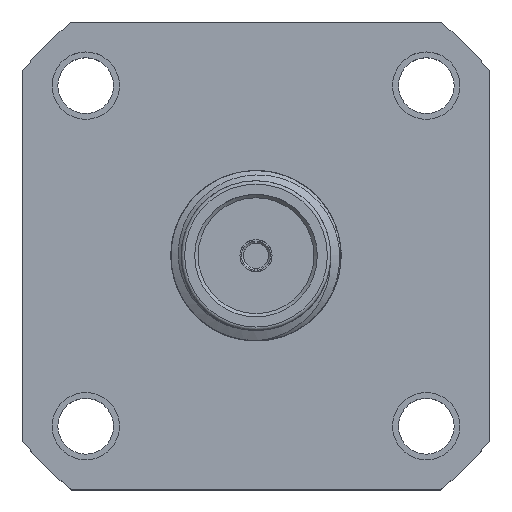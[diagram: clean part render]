
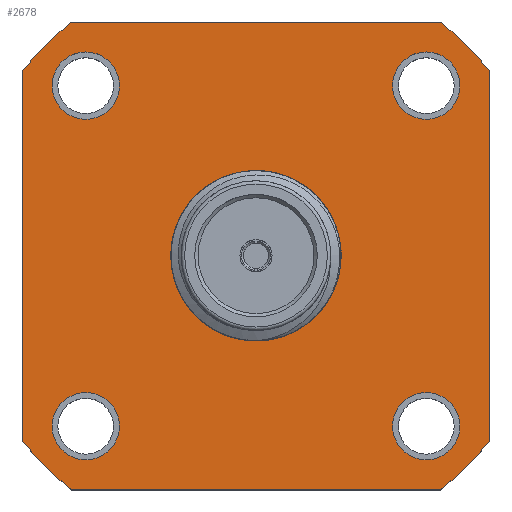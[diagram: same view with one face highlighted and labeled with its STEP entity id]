
A CAD part, top view. The second image highlights one B-rep face of the part: STEP entity #2678.
In plain terms, the highlighted planar face has unit normal (0, 0, 1).
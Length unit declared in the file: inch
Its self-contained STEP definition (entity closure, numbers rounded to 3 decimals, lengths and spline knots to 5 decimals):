
#6 = EDGE_CURVE ( 'NONE', #3537, #3537, #6314, .T. ) ;
#35 = DIRECTION ( 'NONE',  ( 1., 0., 0. ) ) ;
#111 = ORIENTED_EDGE ( 'NONE', *, *, #2479, .F. ) ;
#124 = CARTESIAN_POINT ( 'NONE',  ( -0.3435, -0.3435, 0.0465 ) ) ;
#198 = ORIENTED_EDGE ( 'NONE', *, *, #365, .T. ) ;
#202 = VECTOR ( 'NONE', #5171, 39.37008 ) ;
#302 = VECTOR ( 'NONE', #4587, 39.37008 ) ;
#320 = FACE_BOUND ( 'NONE', #4263, .T. ) ;
#340 = ORIENTED_EDGE ( 'NONE', *, *, #5977, .T. ) ;
#365 = EDGE_CURVE ( 'NONE', #856, #2341, #5285, .T. ) ;
#541 = CARTESIAN_POINT ( 'NONE',  ( 0.2995, 0.25, 0.0465 ) ) ;
#584 = DIRECTION ( 'NONE',  ( 0., 0., 1. ) ) ;
#643 = CARTESIAN_POINT ( 'NONE',  ( -0.2005, -0.25, 0.0465 ) ) ;
#647 = CARTESIAN_POINT ( 'NONE',  ( -0.25, -0.25, 0.0465 ) ) ;
#715 = VERTEX_POINT ( 'NONE', #643 ) ;
#719 = EDGE_LOOP ( 'NONE', ( #4845 ) ) ;
#814 = FACE_BOUND ( 'NONE', #719, .T. ) ;
#821 = ORIENTED_EDGE ( 'NONE', *, *, #2227, .F. ) ;
#827 = AXIS2_PLACEMENT_3D ( 'NONE', #5235, #584, #2612 ) ;
#828 = DIRECTION ( 'NONE',  ( 1., 0., 0. ) ) ;
#856 = VERTEX_POINT ( 'NONE', #3967 ) ;
#961 = EDGE_LOOP ( 'NONE', ( #111 ) ) ;
#981 = CARTESIAN_POINT ( 'NONE',  ( 0.27095, -0.3435, 0.0465 ) ) ;
#1009 = AXIS2_PLACEMENT_3D ( 'NONE', #5859, #4870, #1834 ) ;
#1061 = ORIENTED_EDGE ( 'NONE', *, *, #5125, .T. ) ;
#1068 = VERTEX_POINT ( 'NONE', #981 ) ;
#1240 = CIRCLE ( 'NONE', #4762, 0.4375 ) ;
#1378 = CARTESIAN_POINT ( 'NONE',  ( 0.25, -0.25, 0.0465 ) ) ;
#1437 = CIRCLE ( 'NONE', #2724, 0.4375 ) ;
#1466 = CARTESIAN_POINT ( 'NONE',  ( -0.27095, 0.3435, 0.0465 ) ) ;
#1518 = DIRECTION ( 'NONE',  ( 1., 0., 0. ) ) ;
#1526 = AXIS2_PLACEMENT_3D ( 'NONE', #647, #4176, #3139 ) ;
#1553 = CIRCLE ( 'NONE', #5173, 0.4375 ) ;
#1703 = ORIENTED_EDGE ( 'NONE', *, *, #5443, .T. ) ;
#1735 = DIRECTION ( 'NONE',  ( 0., 0., 1. ) ) ;
#1762 = CIRCLE ( 'NONE', #5475, 0.0495 ) ;
#1769 = VERTEX_POINT ( 'NONE', #3741 ) ;
#1779 = VERTEX_POINT ( 'NONE', #1466 ) ;
#1834 = DIRECTION ( 'NONE',  ( 0., -1., 0. ) ) ;
#1902 = EDGE_LOOP ( 'NONE', ( #2069 ) ) ;
#1915 = DIRECTION ( 'NONE',  ( 0., 0., 1. ) ) ;
#2069 = ORIENTED_EDGE ( 'NONE', *, *, #4481, .T. ) ;
#2132 = DIRECTION ( 'NONE',  ( 1., 0., 0. ) ) ;
#2196 = CARTESIAN_POINT ( 'NONE',  ( -0.3435, -0.3435, 0.0465 ) ) ;
#2204 = CARTESIAN_POINT ( 'NONE',  ( -0.2005, 0.25, 0.0465 ) ) ;
#2227 = EDGE_CURVE ( 'NONE', #3842, #3842, #2598, .T. ) ;
#2283 = AXIS2_PLACEMENT_3D ( 'NONE', #2988, #5018, #1518 ) ;
#2341 = VERTEX_POINT ( 'NONE', #4246 ) ;
#2472 = ORIENTED_EDGE ( 'NONE', *, *, #4192, .T. ) ;
#2479 = EDGE_CURVE ( 'NONE', #715, #715, #4419, .T. ) ;
#2522 = VERTEX_POINT ( 'NONE', #5296 ) ;
#2598 = CIRCLE ( 'NONE', #2283, 0.0495 ) ;
#2612 = DIRECTION ( 'NONE',  ( 1., 0., 0. ) ) ;
#2672 = DIRECTION ( 'NONE',  ( 1., 0., 0. ) ) ;
#2678 = ADVANCED_FACE ( 'NONE', ( #3373, #814, #320, #5427, #4901, #6398 ), #4445, .F. ) ;
#2724 = AXIS2_PLACEMENT_3D ( 'NONE', #4881, #1915, #828 ) ;
#2921 = ORIENTED_EDGE ( 'NONE', *, *, #5609, .T. ) ;
#2930 = ORIENTED_EDGE ( 'NONE', *, *, #6500, .T. ) ;
#2988 = CARTESIAN_POINT ( 'NONE',  ( -0.25, 0.25, 0.0465 ) ) ;
#3042 = AXIS2_PLACEMENT_3D ( 'NONE', #3647, #4022, #5666 ) ;
#3139 = DIRECTION ( 'NONE',  ( 1., 0., 0. ) ) ;
#3279 = CARTESIAN_POINT ( 'NONE',  ( 0.3435, -0.27095, 0.0465 ) ) ;
#3334 = ORIENTED_EDGE ( 'NONE', *, *, #6, .F. ) ;
#3373 = FACE_BOUND ( 'NONE', #961, .T. ) ;
#3537 = VERTEX_POINT ( 'NONE', #541 ) ;
#3552 = CARTESIAN_POINT ( 'NONE',  ( 0., 0., 0.0465 ) ) ;
#3647 = CARTESIAN_POINT ( 'NONE',  ( 0., 0., 0.0465 ) ) ;
#3741 = CARTESIAN_POINT ( 'NONE',  ( -0.11989, 0., 0.0465 ) ) ;
#3773 = DIRECTION ( 'NONE',  ( 1., 0., 0. ) ) ;
#3788 = VECTOR ( 'NONE', #3804, 39.37008 ) ;
#3804 = DIRECTION ( 'NONE',  ( 0., -1., 0. ) ) ;
#3842 = VERTEX_POINT ( 'NONE', #2204 ) ;
#3967 = CARTESIAN_POINT ( 'NONE',  ( -0.3435, 0.27095, 0.0465 ) ) ;
#4022 = DIRECTION ( 'NONE',  ( 0., 0., -1. ) ) ;
#4142 = EDGE_LOOP ( 'NONE', ( #340, #198, #4484, #2930, #2921, #1703, #2472, #1061 ) ) ;
#4176 = DIRECTION ( 'NONE',  ( 0., 0., 1. ) ) ;
#4186 = EDGE_CURVE ( 'NONE', #5826, #5826, #1762, .T. ) ;
#4192 = EDGE_CURVE ( 'NONE', #4591, #6074, #1437, .T. ) ;
#4213 = CARTESIAN_POINT ( 'NONE',  ( 0.25, 0.25, 0.0465 ) ) ;
#4216 = CARTESIAN_POINT ( 'NONE',  ( 0.3435, 0.27095, 0.0465 ) ) ;
#4246 = CARTESIAN_POINT ( 'NONE',  ( -0.3435, -0.27095, 0.0465 ) ) ;
#4253 = LINE ( 'NONE', #5707, #202 ) ;
#4263 = EDGE_LOOP ( 'NONE', ( #3334 ) ) ;
#4336 = VECTOR ( 'NONE', #2132, 39.37008 ) ;
#4419 = CIRCLE ( 'NONE', #1526, 0.0495 ) ;
#4422 = DIRECTION ( 'NONE',  ( 1., 0., 0. ) ) ;
#4433 = CIRCLE ( 'NONE', #3042, 0.11989 ) ;
#4445 = PLANE ( 'NONE',  #1009 ) ;
#4481 = EDGE_CURVE ( 'NONE', #1769, #1769, #4433, .T. ) ;
#4484 = ORIENTED_EDGE ( 'NONE', *, *, #5159, .T. ) ;
#4587 = DIRECTION ( 'NONE',  ( -1., 0., 0. ) ) ;
#4591 = VERTEX_POINT ( 'NONE', #4216 ) ;
#4744 = VERTEX_POINT ( 'NONE', #3279 ) ;
#4762 = AXIS2_PLACEMENT_3D ( 'NONE', #3552, #6040, #35 ) ;
#4845 = ORIENTED_EDGE ( 'NONE', *, *, #4186, .F. ) ;
#4870 = DIRECTION ( 'NONE',  ( 0., 0., -1. ) ) ;
#4881 = CARTESIAN_POINT ( 'NONE',  ( 0., 0., 0.0465 ) ) ;
#4901 = FACE_BOUND ( 'NONE', #1902, .T. ) ;
#5018 = DIRECTION ( 'NONE',  ( 0., 0., 1. ) ) ;
#5076 = CARTESIAN_POINT ( 'NONE',  ( -0.3435, 0.3435, 0.0465 ) ) ;
#5125 = EDGE_CURVE ( 'NONE', #6074, #1779, #6143, .T. ) ;
#5159 = EDGE_CURVE ( 'NONE', #2341, #2522, #1240, .T. ) ;
#5171 = DIRECTION ( 'NONE',  ( 0., 1., 0. ) ) ;
#5173 = AXIS2_PLACEMENT_3D ( 'NONE', #6294, #1735, #3773 ) ;
#5213 = EDGE_LOOP ( 'NONE', ( #821 ) ) ;
#5229 = DIRECTION ( 'NONE',  ( 0., 0., 1. ) ) ;
#5235 = CARTESIAN_POINT ( 'NONE',  ( 0., 0., 0.0465 ) ) ;
#5258 = CARTESIAN_POINT ( 'NONE',  ( 0.27095, 0.3435, 0.0465 ) ) ;
#5285 = LINE ( 'NONE', #2196, #3788 ) ;
#5296 = CARTESIAN_POINT ( 'NONE',  ( -0.27095, -0.3435, 0.0465 ) ) ;
#5427 = FACE_BOUND ( 'NONE', #5213, .T. ) ;
#5443 = EDGE_CURVE ( 'NONE', #4744, #4591, #4253, .T. ) ;
#5471 = AXIS2_PLACEMENT_3D ( 'NONE', #4213, #5229, #2672 ) ;
#5475 = AXIS2_PLACEMENT_3D ( 'NONE', #1378, #6480, #4422 ) ;
#5609 = EDGE_CURVE ( 'NONE', #1068, #4744, #5706, .T. ) ;
#5658 = LINE ( 'NONE', #124, #4336 ) ;
#5666 = DIRECTION ( 'NONE',  ( -1., 0., 0. ) ) ;
#5706 = CIRCLE ( 'NONE', #827, 0.4375 ) ;
#5707 = CARTESIAN_POINT ( 'NONE',  ( 0.3435, -0.3435, 0.0465 ) ) ;
#5730 = CARTESIAN_POINT ( 'NONE',  ( 0.2995, -0.25, 0.0465 ) ) ;
#5826 = VERTEX_POINT ( 'NONE', #5730 ) ;
#5859 = CARTESIAN_POINT ( 'NONE',  ( 0., 0., 0.0465 ) ) ;
#5977 = EDGE_CURVE ( 'NONE', #1779, #856, #1553, .T. ) ;
#6040 = DIRECTION ( 'NONE',  ( 0., 0., 1. ) ) ;
#6074 = VERTEX_POINT ( 'NONE', #5258 ) ;
#6143 = LINE ( 'NONE', #5076, #302 ) ;
#6294 = CARTESIAN_POINT ( 'NONE',  ( 0., 0., 0.0465 ) ) ;
#6314 = CIRCLE ( 'NONE', #5471, 0.0495 ) ;
#6398 = FACE_OUTER_BOUND ( 'NONE', #4142, .T. ) ;
#6480 = DIRECTION ( 'NONE',  ( 0., 0., 1. ) ) ;
#6500 = EDGE_CURVE ( 'NONE', #2522, #1068, #5658, .T. ) ;
